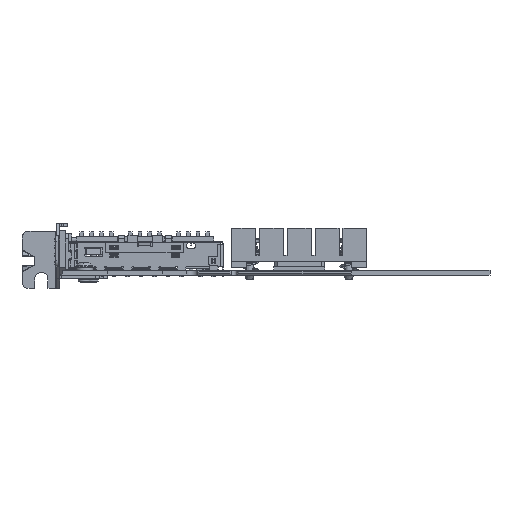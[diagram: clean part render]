
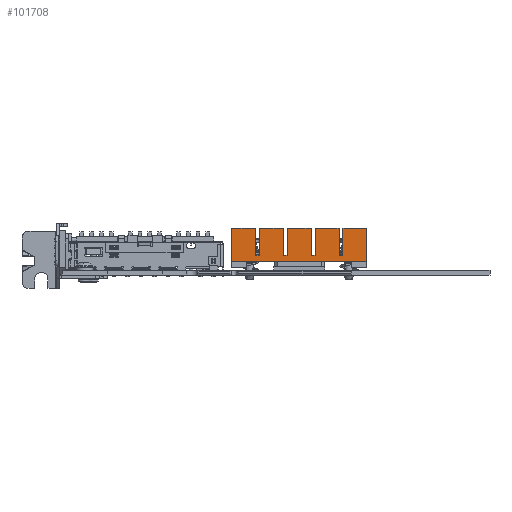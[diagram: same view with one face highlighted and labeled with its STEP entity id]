
A CAD part, front view. The second image highlights one B-rep face of the part: STEP entity #101708.
In plain terms, the highlighted face is planar.
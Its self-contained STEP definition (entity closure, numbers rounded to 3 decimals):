
#11244=FACE_OUTER_BOUND('',#17324,.T.);
#17324=EDGE_LOOP('',(#89036,#89037,#89038,#89039,#89040,#89041,#89042,#89043,
#89044,#89045,#89046,#89047,#89048,#89049,#89050,#89051,#89052,#89053,#89054,
#89055));
#27087=LINE('',#171949,#37740);
#27096=LINE('',#171978,#37749);
#27140=LINE('',#172077,#37793);
#27192=LINE('',#172194,#37845);
#27236=LINE('',#172293,#37889);
#27288=LINE('',#172410,#37941);
#27332=LINE('',#172509,#37985);
#27384=LINE('',#172626,#38037);
#27428=LINE('',#172725,#38081);
#27536=LINE('',#172931,#38189);
#27538=LINE('',#172933,#38191);
#27540=LINE('',#172935,#38193);
#27542=LINE('',#172937,#38195);
#27779=LINE('',#173362,#38432);
#27782=LINE('',#173367,#38435);
#27783=LINE('',#173369,#38436);
#27784=LINE('',#173371,#38437);
#27787=LINE('',#173377,#38440);
#27794=LINE('',#173392,#38447);
#27809=LINE('',#173432,#38462);
#37740=VECTOR('',#132028,45.);
#37749=VECTOR('',#132051,9.);
#37793=VECTOR('',#132117,9.);
#37845=VECTOR('',#132195,9.);
#37889=VECTOR('',#132261,9.);
#37941=VECTOR('',#132339,9.);
#37985=VECTOR('',#132405,9.);
#38037=VECTOR('',#132483,9.);
#38081=VECTOR('',#132549,9.);
#38189=VECTOR('',#132701,1.3);
#38191=VECTOR('',#132703,1.3);
#38193=VECTOR('',#132705,1.3);
#38195=VECTOR('',#132707,1.3);
#38432=VECTOR('',#133194,7.96);
#38435=VECTOR('',#133199,7.96);
#38436=VECTOR('',#133202,7.96);
#38437=VECTOR('',#133205,7.96);
#38440=VECTOR('',#133214,11.);
#38447=VECTOR('',#133237,11.);
#38462=VECTOR('',#133302,7.96);
#47369=VERTEX_POINT('',#171946);
#47370=VERTEX_POINT('',#171948);
#47382=VERTEX_POINT('',#171975);
#47383=VERTEX_POINT('',#171977);
#47426=VERTEX_POINT('',#172074);
#47427=VERTEX_POINT('',#172076);
#47478=VERTEX_POINT('',#172191);
#47479=VERTEX_POINT('',#172193);
#47522=VERTEX_POINT('',#172290);
#47523=VERTEX_POINT('',#172292);
#47574=VERTEX_POINT('',#172407);
#47575=VERTEX_POINT('',#172409);
#47618=VERTEX_POINT('',#172506);
#47619=VERTEX_POINT('',#172508);
#47670=VERTEX_POINT('',#172623);
#47671=VERTEX_POINT('',#172625);
#47714=VERTEX_POINT('',#172722);
#47715=VERTEX_POINT('',#172724);
#47854=VERTEX_POINT('',#173361);
#47855=VERTEX_POINT('',#173365);
#60957=EDGE_CURVE('',#47370,#47369,#27087,.T.);
#60970=EDGE_CURVE('',#47383,#47382,#27096,.T.);
#61014=EDGE_CURVE('',#47427,#47426,#27140,.T.);
#61066=EDGE_CURVE('',#47479,#47478,#27192,.T.);
#61110=EDGE_CURVE('',#47523,#47522,#27236,.T.);
#61162=EDGE_CURVE('',#47575,#47574,#27288,.T.);
#61206=EDGE_CURVE('',#47619,#47618,#27332,.T.);
#61258=EDGE_CURVE('',#47671,#47670,#27384,.T.);
#61302=EDGE_CURVE('',#47715,#47714,#27428,.T.);
#61410=EDGE_CURVE('',#47714,#47671,#27536,.T.);
#61412=EDGE_CURVE('',#47522,#47479,#27538,.T.);
#61414=EDGE_CURVE('',#47426,#47383,#27540,.T.);
#61416=EDGE_CURVE('',#47618,#47575,#27542,.T.);
#61653=EDGE_CURVE('',#47619,#47854,#27779,.T.);
#61656=EDGE_CURVE('',#47855,#47670,#27782,.T.);
#61657=EDGE_CURVE('',#47427,#47574,#27783,.T.);
#61658=EDGE_CURVE('',#47715,#47478,#27784,.T.);
#61661=EDGE_CURVE('',#47855,#47370,#27787,.T.);
#61668=EDGE_CURVE('',#47369,#47854,#27794,.T.);
#61683=EDGE_CURVE('',#47523,#47382,#27809,.T.);
#89036=ORIENTED_EDGE('',*,*,#60970,.T.);
#89037=ORIENTED_EDGE('',*,*,#61683,.F.);
#89038=ORIENTED_EDGE('',*,*,#61110,.T.);
#89039=ORIENTED_EDGE('',*,*,#61412,.T.);
#89040=ORIENTED_EDGE('',*,*,#61066,.T.);
#89041=ORIENTED_EDGE('',*,*,#61658,.F.);
#89042=ORIENTED_EDGE('',*,*,#61302,.T.);
#89043=ORIENTED_EDGE('',*,*,#61410,.T.);
#89044=ORIENTED_EDGE('',*,*,#61258,.T.);
#89045=ORIENTED_EDGE('',*,*,#61656,.F.);
#89046=ORIENTED_EDGE('',*,*,#61661,.T.);
#89047=ORIENTED_EDGE('',*,*,#60957,.T.);
#89048=ORIENTED_EDGE('',*,*,#61668,.T.);
#89049=ORIENTED_EDGE('',*,*,#61653,.F.);
#89050=ORIENTED_EDGE('',*,*,#61206,.T.);
#89051=ORIENTED_EDGE('',*,*,#61416,.T.);
#89052=ORIENTED_EDGE('',*,*,#61162,.T.);
#89053=ORIENTED_EDGE('',*,*,#61657,.F.);
#89054=ORIENTED_EDGE('',*,*,#61014,.T.);
#89055=ORIENTED_EDGE('',*,*,#61414,.T.);
#94389=PLANE('',#109039);
#101708=ADVANCED_FACE('',(#11244),#94389,.T.);
#109039=AXIS2_PLACEMENT_3D('',#173434,#133305,#133306);
#132028=DIRECTION('',(0.,0.,1.));
#132051=DIRECTION('',(0.,1.,0.));
#132117=DIRECTION('',(0.,-1.,0.));
#132195=DIRECTION('',(0.,1.,0.));
#132261=DIRECTION('',(0.,-1.,0.));
#132339=DIRECTION('',(0.,1.,0.));
#132405=DIRECTION('',(0.,-1.,0.));
#132483=DIRECTION('',(0.,1.,0.));
#132549=DIRECTION('',(0.,-1.,0.));
#132701=DIRECTION('',(0.,0.,-1.));
#132703=DIRECTION('',(0.,0.,-1.));
#132705=DIRECTION('',(0.,0.,-1.));
#132707=DIRECTION('',(0.,0.,-1.));
#133194=DIRECTION('',(0.,0.,1.));
#133199=DIRECTION('',(0.,0.,1.));
#133202=DIRECTION('',(0.,0.,1.));
#133205=DIRECTION('',(0.,0.,1.));
#133214=DIRECTION('',(0.,-1.,0.));
#133237=DIRECTION('',(0.,1.,0.));
#133302=DIRECTION('',(0.,0.,1.));
#133305=DIRECTION('center_axis',(-1.,0.,0.));
#133306=DIRECTION('ref_axis',(0.,0.,1.));
#171946=CARTESIAN_POINT('',(-22.5,0.,22.5));
#171948=CARTESIAN_POINT('',(-22.5,0.,-22.5));
#171949=CARTESIAN_POINT('',(-22.5,0.,0.));
#171975=CARTESIAN_POINT('',(-22.5,11.,3.98));
#171977=CARTESIAN_POINT('',(-22.5,2.,3.98));
#171978=CARTESIAN_POINT('',(-22.5,1.,3.98));
#172074=CARTESIAN_POINT('',(-22.5,2.,5.28));
#172076=CARTESIAN_POINT('',(-22.5,11.,5.28));
#172077=CARTESIAN_POINT('',(-22.5,5.5,5.28));
#172191=CARTESIAN_POINT('',(-22.5,11.,-5.28));
#172193=CARTESIAN_POINT('',(-22.5,2.,-5.28));
#172194=CARTESIAN_POINT('',(-22.5,1.,-5.28));
#172290=CARTESIAN_POINT('',(-22.5,2.,-3.98));
#172292=CARTESIAN_POINT('',(-22.5,11.,-3.98));
#172293=CARTESIAN_POINT('',(-22.5,5.5,-3.98));
#172407=CARTESIAN_POINT('',(-22.5,11.,13.24));
#172409=CARTESIAN_POINT('',(-22.5,2.,13.24));
#172410=CARTESIAN_POINT('',(-22.5,1.,13.24));
#172506=CARTESIAN_POINT('',(-22.5,2.,14.54));
#172508=CARTESIAN_POINT('',(-22.5,11.,14.54));
#172509=CARTESIAN_POINT('',(-22.5,5.5,14.54));
#172623=CARTESIAN_POINT('',(-22.5,11.,-14.54));
#172625=CARTESIAN_POINT('',(-22.5,2.,-14.54));
#172626=CARTESIAN_POINT('',(-22.5,1.,-14.54));
#172722=CARTESIAN_POINT('',(-22.5,2.,-13.24));
#172724=CARTESIAN_POINT('',(-22.5,11.,-13.24));
#172725=CARTESIAN_POINT('',(-22.5,5.5,-13.24));
#172931=CARTESIAN_POINT('',(-22.5,2.,-6.62));
#172933=CARTESIAN_POINT('',(-22.5,2.,-1.99));
#172935=CARTESIAN_POINT('',(-22.5,2.,2.64));
#172937=CARTESIAN_POINT('',(-22.5,2.,7.27));
#173361=CARTESIAN_POINT('',(-22.5,11.,22.5));
#173362=CARTESIAN_POINT('',(-22.5,11.,0.));
#173365=CARTESIAN_POINT('',(-22.5,11.,-22.5));
#173367=CARTESIAN_POINT('',(-22.5,11.,0.));
#173369=CARTESIAN_POINT('',(-22.5,11.,0.));
#173371=CARTESIAN_POINT('',(-22.5,11.,0.));
#173377=CARTESIAN_POINT('',(-22.5,11.,-22.5));
#173392=CARTESIAN_POINT('',(-22.5,11.,22.5));
#173432=CARTESIAN_POINT('',(-22.5,11.,0.));
#173434=CARTESIAN_POINT('Origin',(-22.5,0.,0.));
